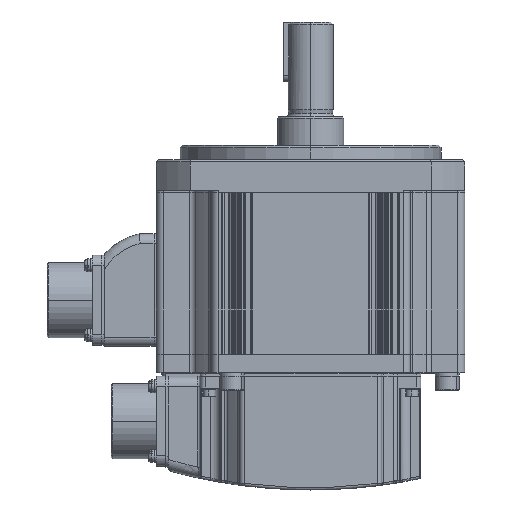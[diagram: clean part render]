
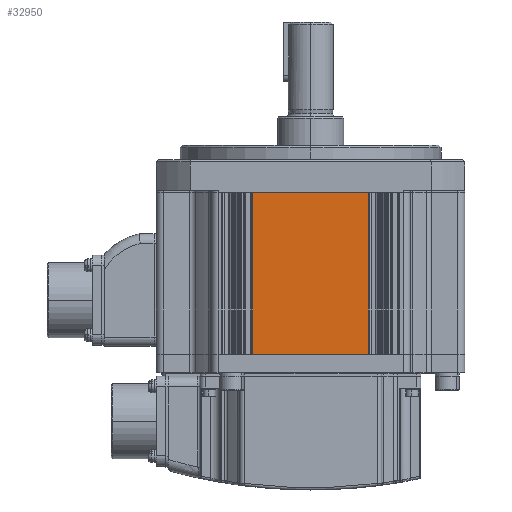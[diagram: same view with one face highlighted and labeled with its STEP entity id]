
A CAD part, left-side view. The second image highlights one B-rep face of the part: STEP entity #32950.
In plain terms, the highlighted planar face has unit normal (-1, 0, 0).
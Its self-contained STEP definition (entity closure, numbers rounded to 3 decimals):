
#7158 = VECTOR ( 'NONE', #12128, 1000. ) ;
#7179 = VECTOR ( 'NONE', #12056, 1000. ) ;
#7193 = VECTOR ( 'NONE', #12263, 1000. ) ;
#7213 = VECTOR ( 'NONE', #12518, 1000. ) ;
#12056 = DIRECTION ( 'NONE',  ( 0., 0., -1. ) ) ;
#12100 = LINE ( 'NONE', #12108, #7179 ) ;
#12108 = CARTESIAN_POINT ( 'NONE',  ( -65., -24.5, -10. ) ) ;
#12128 = DIRECTION ( 'NONE',  ( 0., -1., 0. ) ) ;
#12172 = LINE ( 'NONE', #12174, #7158 ) ;
#12174 = CARTESIAN_POINT ( 'NONE',  ( -65., -24.5, -78. ) ) ;
#12243 = LINE ( 'NONE', #12250, #7193 ) ;
#12250 = CARTESIAN_POINT ( 'NONE',  ( -65., -24.5, -10. ) ) ;
#12263 = DIRECTION ( 'NONE',  ( 0., -1., 0. ) ) ;
#12488 = CARTESIAN_POINT ( 'NONE',  ( -65., 24.5, -10. ) ) ;
#12507 = LINE ( 'NONE', #12488, #7213 ) ;
#12518 = DIRECTION ( 'NONE',  ( 0., 0., -1. ) ) ;
#26236 = EDGE_LOOP ( 'NONE', ( #78328, #78579, #78564, #78566 ) ) ;
#32950 = ADVANCED_FACE ( 'NONE', ( #99822 ), #99805, .F. ) ;
#33377 = CARTESIAN_POINT ( 'NONE',  ( -65., 24.5, -78. ) ) ;
#33430 = CARTESIAN_POINT ( 'NONE',  ( -65., 24.5, -10. ) ) ;
#33463 = CARTESIAN_POINT ( 'NONE',  ( -65., -24.5, -10. ) ) ;
#33468 = CARTESIAN_POINT ( 'NONE',  ( -65., -24.5, -78. ) ) ;
#75394 = EDGE_CURVE ( 'NONE', #79583, #79480, #12100, .T. ) ;
#75419 = EDGE_CURVE ( 'NONE', #79517, #79480, #12172, .T. ) ;
#75445 = EDGE_CURVE ( 'NONE', #79523, #79583, #12243, .T. ) ;
#75517 = EDGE_CURVE ( 'NONE', #79523, #79517, #12507, .T. ) ;
#78328 = ORIENTED_EDGE ( 'NONE', *, *, #75419, .T. ) ;
#78564 = ORIENTED_EDGE ( 'NONE', *, *, #75445, .F. ) ;
#78566 = ORIENTED_EDGE ( 'NONE', *, *, #75517, .T. ) ;
#78579 = ORIENTED_EDGE ( 'NONE', *, *, #75394, .F. ) ;
#79480 = VERTEX_POINT ( 'NONE', #33468 ) ;
#79517 = VERTEX_POINT ( 'NONE', #33377 ) ;
#79523 = VERTEX_POINT ( 'NONE', #33430 ) ;
#79583 = VERTEX_POINT ( 'NONE', #33463 ) ;
#99414 = AXIS2_PLACEMENT_3D ( 'NONE', #99832, #99827, #99831 ) ;
#99805 = PLANE ( 'NONE',  #99414 ) ;
#99822 = FACE_OUTER_BOUND ( 'NONE', #26236, .T. ) ;
#99827 = DIRECTION ( 'NONE',  ( 1., 0., 0. ) ) ;
#99831 = DIRECTION ( 'NONE',  ( 0., 0., -1. ) ) ;
#99832 = CARTESIAN_POINT ( 'NONE',  ( -65., -24.5, -10. ) ) ;
